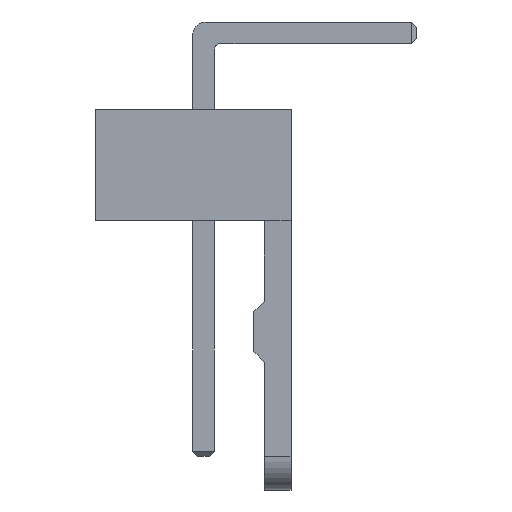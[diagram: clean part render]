
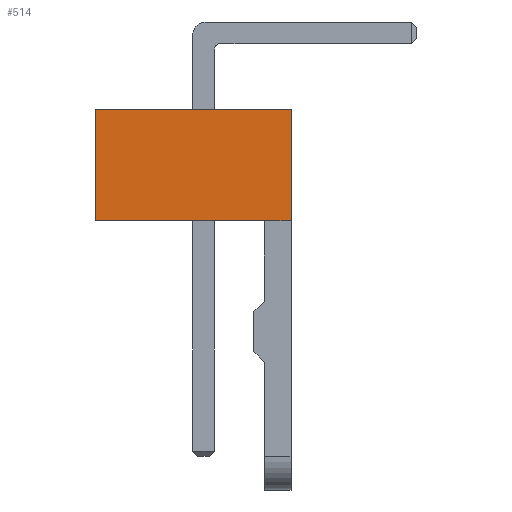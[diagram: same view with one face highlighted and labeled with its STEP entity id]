
A CAD part, left-side view. The second image highlights one B-rep face of the part: STEP entity #514.
In plain terms, the highlighted planar face has unit normal (-1, 0, 0).
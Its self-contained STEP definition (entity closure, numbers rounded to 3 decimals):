
#149 = VECTOR ( 'NONE', #355, 1000. ) ;
#261 = EDGE_CURVE ( 'NONE', #2661, #2773, #4518, .T. ) ;
#355 = DIRECTION ( 'NONE',  ( 0., 0., 1. ) ) ;
#452 = DIRECTION ( 'NONE',  ( 0., -1., 0. ) ) ;
#514 = ADVANCED_FACE ( 'NONE', ( #3488 ), #515, .F. ) ;
#515 = PLANE ( 'NONE',  #2192 ) ;
#549 = CARTESIAN_POINT ( 'NONE',  ( -2.54, 5.8, 0. ) ) ;
#929 = CARTESIAN_POINT ( 'NONE',  ( -2.54, 5.8, 0. ) ) ;
#963 = EDGE_CURVE ( 'NONE', #1306, #3025, #1255, .T. ) ;
#1144 = LINE ( 'NONE', #4464, #3301 ) ;
#1166 = ORIENTED_EDGE ( 'NONE', *, *, #3489, .F. ) ;
#1255 = LINE ( 'NONE', #2793, #149 ) ;
#1306 = VERTEX_POINT ( 'NONE', #2947 ) ;
#1688 = DIRECTION ( 'NONE',  ( 0., 0., 1. ) ) ;
#1747 = DIRECTION ( 'NONE',  ( 0., 0., -1. ) ) ;
#1902 = CARTESIAN_POINT ( 'NONE',  ( -2.54, 0., -3.3 ) ) ;
#2023 = CARTESIAN_POINT ( 'NONE',  ( -2.54, 0., 0. ) ) ;
#2170 = CARTESIAN_POINT ( 'NONE',  ( -2.54, 5.8, -3.3 ) ) ;
#2192 = AXIS2_PLACEMENT_3D ( 'NONE', #929, #2963, #1747 ) ;
#2661 = VERTEX_POINT ( 'NONE', #1902 ) ;
#2773 = VERTEX_POINT ( 'NONE', #2023 ) ;
#2793 = CARTESIAN_POINT ( 'NONE',  ( -2.54, 5.8, 0. ) ) ;
#2883 = ORIENTED_EDGE ( 'NONE', *, *, #963, .F. ) ;
#2947 = CARTESIAN_POINT ( 'NONE',  ( -2.54, 5.8, -3.3 ) ) ;
#2963 = DIRECTION ( 'NONE',  ( 1., 0., 0. ) ) ;
#2993 = LINE ( 'NONE', #2170, #4854 ) ;
#3025 = VERTEX_POINT ( 'NONE', #549 ) ;
#3028 = EDGE_LOOP ( 'NONE', ( #4264, #1166, #2883, #3464 ) ) ;
#3154 = VECTOR ( 'NONE', #1688, 1000. ) ;
#3283 = CARTESIAN_POINT ( 'NONE',  ( -2.54, 0., 0. ) ) ;
#3301 = VECTOR ( 'NONE', #452, 1000. ) ;
#3464 = ORIENTED_EDGE ( 'NONE', *, *, #4528, .T. ) ;
#3488 = FACE_OUTER_BOUND ( 'NONE', #3028, .T. ) ;
#3489 = EDGE_CURVE ( 'NONE', #3025, #2773, #1144, .T. ) ;
#4264 = ORIENTED_EDGE ( 'NONE', *, *, #261, .T. ) ;
#4464 = CARTESIAN_POINT ( 'NONE',  ( -2.54, 5.8, 0. ) ) ;
#4518 = LINE ( 'NONE', #3283, #3154 ) ;
#4528 = EDGE_CURVE ( 'NONE', #1306, #2661, #2993, .T. ) ;
#4854 = VECTOR ( 'NONE', #4971, 1000. ) ;
#4971 = DIRECTION ( 'NONE',  ( 0., -1., 0. ) ) ;
